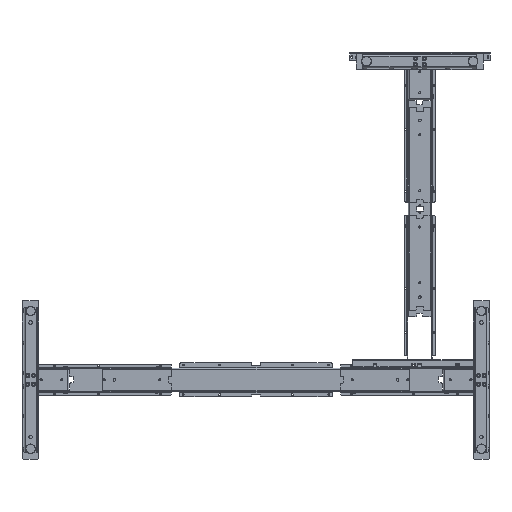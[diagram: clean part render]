
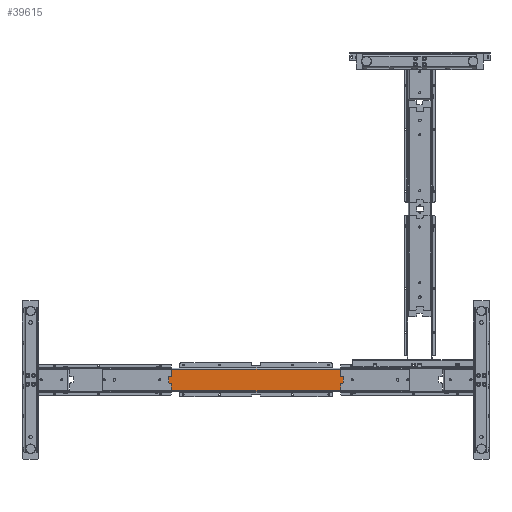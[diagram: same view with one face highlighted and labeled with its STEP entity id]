
A CAD part, front view. The second image highlights one B-rep face of the part: STEP entity #39615.
In plain terms, the highlighted planar face has unit normal (0, -1, 0).
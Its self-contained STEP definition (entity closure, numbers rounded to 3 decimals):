
#1536 = ORIENTED_EDGE ( 'NONE', *, *, #122411, .F. ) ;
#2004 = ORIENTED_EDGE ( 'NONE', *, *, #101162, .T. ) ;
#2807 = DIRECTION ( 'NONE',  ( 0., 1., 0. ) ) ;
#7204 = CARTESIAN_POINT ( 'NONE',  ( 590., 660., 45. ) ) ;
#7977 = CARTESIAN_POINT ( 'NONE',  ( 590., 660., 45. ) ) ;
#10601 = DIRECTION ( 'NONE',  ( -1., 0., 0. ) ) ;
#16123 = EDGE_CURVE ( 'NONE', #49076, #19350, #69853, .T. ) ;
#16888 = AXIS2_PLACEMENT_3D ( 'NONE', #7977, #27099, #65392 ) ;
#16918 = PLANE ( 'NONE',  #16888 ) ;
#17979 = DIRECTION ( 'NONE',  ( 0., 0., 1. ) ) ;
#19350 = VERTEX_POINT ( 'NONE', #35547 ) ;
#20510 = VECTOR ( 'NONE', #17979, 1000. ) ;
#23388 = CARTESIAN_POINT ( 'NONE',  ( -590., 660., -41. ) ) ;
#25098 = CARTESIAN_POINT ( 'NONE',  ( 545., 660., -5. ) ) ;
#26438 = VERTEX_POINT ( 'NONE', #25098 ) ;
#26931 = CARTESIAN_POINT ( 'NONE',  ( 590., 660., -41. ) ) ;
#27099 = DIRECTION ( 'NONE',  ( 0., -1., 0. ) ) ;
#27128 = VERTEX_POINT ( 'NONE', #23388 ) ;
#27728 = FACE_BOUND ( 'NONE', #95226, .T. ) ;
#28053 = DIRECTION ( 'NONE',  ( 0., 0., 1. ) ) ;
#28163 = LINE ( 'NONE', #26931, #66364 ) ;
#28418 = AXIS2_PLACEMENT_3D ( 'NONE', #66701, #124688, #92866 ) ;
#31667 = EDGE_CURVE ( 'NONE', #76562, #49076, #56280, .T. ) ;
#35547 = CARTESIAN_POINT ( 'NONE',  ( -590., 660., 41. ) ) ;
#36902 = CARTESIAN_POINT ( 'NONE',  ( -545., 660., 0. ) ) ;
#39615 = ADVANCED_FACE ( 'NONE', ( #27728, #125247, #56440 ), #16918, .T. ) ;
#43902 = CARTESIAN_POINT ( 'NONE',  ( -545., 660., 5. ) ) ;
#45503 = CIRCLE ( 'NONE', #114741, 5. ) ;
#45967 = DIRECTION ( 'NONE',  ( 0., 1., 0. ) ) ;
#47321 = EDGE_CURVE ( 'NONE', #59393, #92095, #83089, .T. ) ;
#49076 = VERTEX_POINT ( 'NONE', #93731 ) ;
#52032 = ORIENTED_EDGE ( 'NONE', *, *, #91230, .T. ) ;
#52853 = CIRCLE ( 'NONE', #67149, 5. ) ;
#55942 = EDGE_CURVE ( 'NONE', #26438, #76117, #45503, .T. ) ;
#56280 = LINE ( 'NONE', #7204, #20510 ) ;
#56440 = FACE_OUTER_BOUND ( 'NONE', #113300, .T. ) ;
#59393 = VERTEX_POINT ( 'NONE', #43902 ) ;
#61312 = VECTOR ( 'NONE', #10601, 1000. ) ;
#64579 = EDGE_CURVE ( 'NONE', #27128, #19350, #70595, .T. ) ;
#65392 = DIRECTION ( 'NONE',  ( 0., 0., -1. ) ) ;
#66364 = VECTOR ( 'NONE', #116154, 1000. ) ;
#66701 = CARTESIAN_POINT ( 'NONE',  ( 545., 660., 0. ) ) ;
#67119 = CIRCLE ( 'NONE', #28418, 5. ) ;
#67149 = AXIS2_PLACEMENT_3D ( 'NONE', #36902, #113399, #94300 ) ;
#69084 = CARTESIAN_POINT ( 'NONE',  ( -545., 660., -5. ) ) ;
#69853 = LINE ( 'NONE', #117625, #61312 ) ;
#70377 = CARTESIAN_POINT ( 'NONE',  ( -545., 660., 0. ) ) ;
#70595 = LINE ( 'NONE', #108247, #122248 ) ;
#70927 = AXIS2_PLACEMENT_3D ( 'NONE', #70377, #2807, #81158 ) ;
#76117 = VERTEX_POINT ( 'NONE', #103660 ) ;
#76562 = VERTEX_POINT ( 'NONE', #98240 ) ;
#77573 = EDGE_LOOP ( 'NONE', ( #2004, #111648 ) ) ;
#79620 = ORIENTED_EDGE ( 'NONE', *, *, #16123, .T. ) ;
#81158 = DIRECTION ( 'NONE',  ( 0., 0., 1. ) ) ;
#83089 = CIRCLE ( 'NONE', #70927, 5. ) ;
#85064 = ORIENTED_EDGE ( 'NONE', *, *, #64579, .F. ) ;
#91230 = EDGE_CURVE ( 'NONE', #92095, #59393, #52853, .T. ) ;
#92095 = VERTEX_POINT ( 'NONE', #69084 ) ;
#92866 = DIRECTION ( 'NONE',  ( 0., 0., 1. ) ) ;
#93731 = CARTESIAN_POINT ( 'NONE',  ( 590., 660., 41. ) ) ;
#94300 = DIRECTION ( 'NONE',  ( 0., 0., 1. ) ) ;
#95226 = EDGE_LOOP ( 'NONE', ( #111632, #52032 ) ) ;
#98240 = CARTESIAN_POINT ( 'NONE',  ( 590., 660., -41. ) ) ;
#101162 = EDGE_CURVE ( 'NONE', #76117, #26438, #67119, .T. ) ;
#103660 = CARTESIAN_POINT ( 'NONE',  ( 545., 660., 5. ) ) ;
#108247 = CARTESIAN_POINT ( 'NONE',  ( -590., 660., 45. ) ) ;
#110110 = DIRECTION ( 'NONE',  ( 0., 0., 1. ) ) ;
#111632 = ORIENTED_EDGE ( 'NONE', *, *, #47321, .T. ) ;
#111648 = ORIENTED_EDGE ( 'NONE', *, *, #55942, .T. ) ;
#113300 = EDGE_LOOP ( 'NONE', ( #85064, #1536, #117786, #79620 ) ) ;
#113399 = DIRECTION ( 'NONE',  ( 0., 1., 0. ) ) ;
#114151 = CARTESIAN_POINT ( 'NONE',  ( 545., 660., 0. ) ) ;
#114741 = AXIS2_PLACEMENT_3D ( 'NONE', #114151, #45967, #28053 ) ;
#116154 = DIRECTION ( 'NONE',  ( -1., 0., 0. ) ) ;
#117625 = CARTESIAN_POINT ( 'NONE',  ( 590., 660., 41. ) ) ;
#117786 = ORIENTED_EDGE ( 'NONE', *, *, #31667, .T. ) ;
#122248 = VECTOR ( 'NONE', #110110, 1000. ) ;
#122411 = EDGE_CURVE ( 'NONE', #76562, #27128, #28163, .T. ) ;
#124688 = DIRECTION ( 'NONE',  ( 0., 1., 0. ) ) ;
#125247 = FACE_BOUND ( 'NONE', #77573, .T. ) ;
